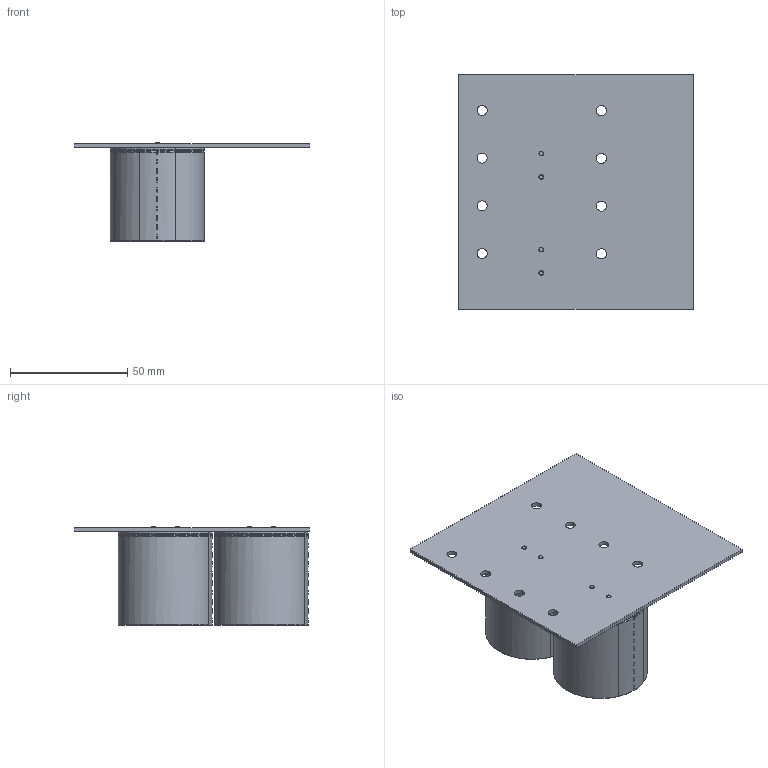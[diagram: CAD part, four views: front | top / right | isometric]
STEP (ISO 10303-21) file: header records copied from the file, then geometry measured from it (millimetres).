
FILE_DESCRIPTION(('KiCad electronic assembly'),'2;1');
FILE_NAME('Backplane_DC.step','2024-11-19T01:11:27',('Pcbnew'),('Kicad') ,'Open CASCADE STEP processor 7.8','KiCad to STEP converter','Unknown' );
FILE_SCHEMA(('AUTOMOTIVE_DESIGN { 1 0 10303 214 1 1 1 1 }'));
Length unit declared in the file: millimetre
Products named in the file (4): Backplane_DC 1; CP_Radial_D40.0mm_P10.00mm_SnapIn; CP_Radial_D400mm_P1000mm_SnapIn; Backplane_DC_PCB
Assembly tree (4 placements, depth 3):
  Backplane_DC 1
    CP_Radial_D40.0mm_P10.00mm_SnapIn  x2
      CP_Radial_D400mm_P1000mm_SnapIn
    Backplane_DC_PCB
Bounding box: 100 x 100 x 42 mm (x, y, z)
Volume: 115815.8 mm3; surface area: 38259 mm2
Topology: 3 solids, 5 shells, 142 faces, 438 edges, 328 vertices
Faces by surface type: cylinder 58, plane 52, bspline 16, revolution 12, torus 4
Full cylindrical faces by diameter (mm): 1.7 x4, 2 x4, 4.3 x8
Entity records: 4481 total; most frequent: CARTESIAN_POINT 1751, ORIENTED_EDGE 486, DIRECTION 420, EDGE_CURVE 243, VERTEX_POINT 180, AXIS2_PLACEMENT_3D 162, FACE_BOUND 115, EDGE_LOOP 115
